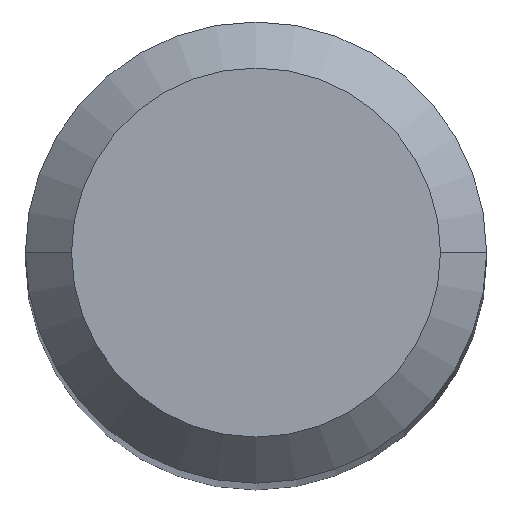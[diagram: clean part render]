
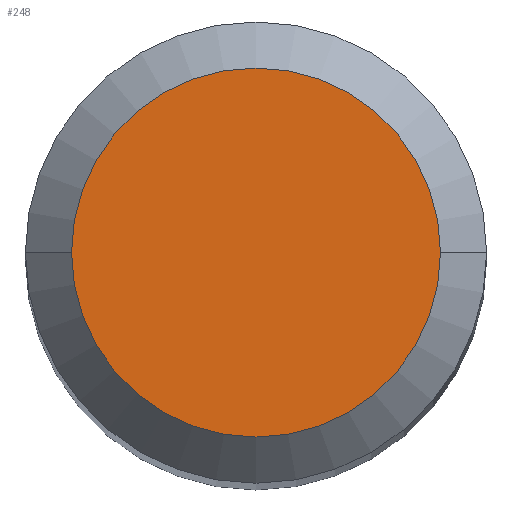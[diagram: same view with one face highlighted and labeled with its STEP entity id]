
A CAD part, top view. The second image highlights one B-rep face of the part: STEP entity #248.
In plain terms, the highlighted planar face has unit normal (0, 0, 1).
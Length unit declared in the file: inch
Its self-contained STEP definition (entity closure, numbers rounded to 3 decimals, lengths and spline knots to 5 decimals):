
#15 = EDGE_CURVE ( 'NONE', #149, #457, #314, .T. ) ;
#62 = AXIS2_PLACEMENT_3D ( 'NONE', #340, #230, #444 ) ;
#93 = DIRECTION ( 'NONE',  ( 1., 0., 0. ) ) ;
#112 = DIRECTION ( 'NONE',  ( 0., 0., 1. ) ) ;
#115 = PLANE ( 'NONE',  #62 ) ;
#149 = VERTEX_POINT ( 'NONE', #373 ) ;
#192 = EDGE_LOOP ( 'NONE', ( #386, #195 ) ) ;
#195 = ORIENTED_EDGE ( 'NONE', *, *, #15, .T. ) ;
#199 = EDGE_CURVE ( 'NONE', #457, #149, #281, .T. ) ;
#205 = CARTESIAN_POINT ( 'NONE',  ( 0., 0., 0. ) ) ;
#230 = DIRECTION ( 'NONE',  ( 0., 0., -1. ) ) ;
#248 = ADVANCED_FACE ( 'NONE', ( #413 ), #115, .F. ) ;
#281 = CIRCLE ( 'NONE', #360, 0.05 ) ;
#314 = CIRCLE ( 'NONE', #490, 0.05 ) ;
#340 = CARTESIAN_POINT ( 'NONE',  ( 0., 0., 0. ) ) ;
#358 = DIRECTION ( 'NONE',  ( 0., 0., 1. ) ) ;
#360 = AXIS2_PLACEMENT_3D ( 'NONE', #439, #112, #396 ) ;
#373 = CARTESIAN_POINT ( 'NONE',  ( 0.05, 0., 0. ) ) ;
#386 = ORIENTED_EDGE ( 'NONE', *, *, #199, .T. ) ;
#396 = DIRECTION ( 'NONE',  ( 1., 0., 0. ) ) ;
#413 = FACE_OUTER_BOUND ( 'NONE', #192, .T. ) ;
#439 = CARTESIAN_POINT ( 'NONE',  ( 0., 0., 0. ) ) ;
#444 = DIRECTION ( 'NONE',  ( -1., 0., 0. ) ) ;
#455 = CARTESIAN_POINT ( 'NONE',  ( -0.05, 0., 0. ) ) ;
#457 = VERTEX_POINT ( 'NONE', #455 ) ;
#490 = AXIS2_PLACEMENT_3D ( 'NONE', #205, #358, #93 ) ;
